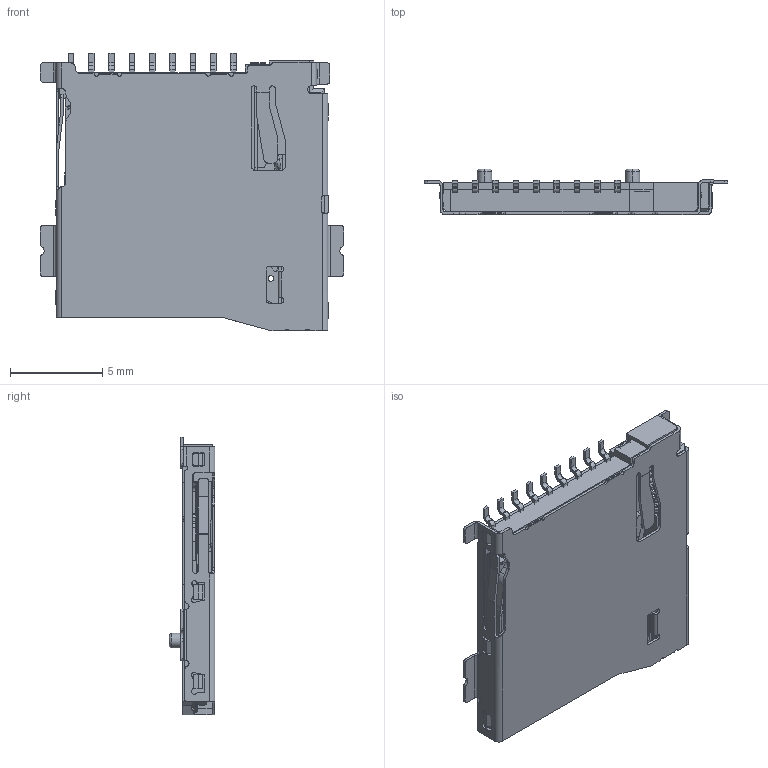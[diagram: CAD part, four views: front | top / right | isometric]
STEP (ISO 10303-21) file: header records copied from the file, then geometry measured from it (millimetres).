
FILE_DESCRIPTION(('STEP AP242'),'1');
FILE_NAME('693071020811.stp','2022-03-02T19:29:59',('TraceParts'),('TraceParts S.A.'),'Spatial InterOp 3D',' ',' ');
FILE_SCHEMA(('AP242_MANAGED_MODEL_BASED_3D_ENGINEERING_MIM_LF {1 0 10303 442 1 1 4}'));
Length unit declared in the file: millimetre
Products named in the file (1): 693071020811_1
Bounding box: 16.4 x 2.48 x 15.03 mm (x, y, z)
Volume: 149.3 mm3; surface area: 1358.5 mm2
Topology: 16 solids, 16 shells, 1827 faces, 5316 edges, 3526 vertices
Faces by surface type: plane 1067, cylinder 742, torus 17, bspline 1
Entity records: 63485 total; most frequent: CARTESIAN_POINT 13222, ORIENTED_EDGE 10632, DIRECTION 10545, EDGE_CURVE 5316, LINE 3735, VECTOR 3735, VERTEX_POINT 3526, AXIS2_PLACEMENT_3D 3405
